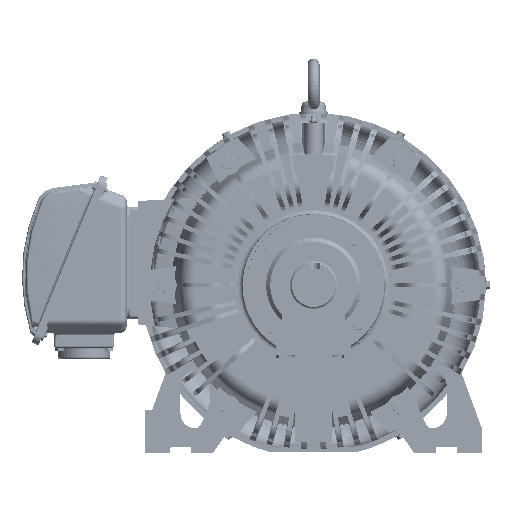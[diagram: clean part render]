
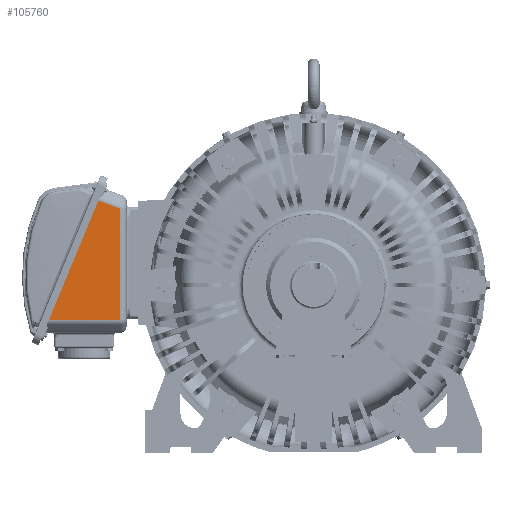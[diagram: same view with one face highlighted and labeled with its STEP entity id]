
A CAD part, left-side view. The second image highlights one B-rep face of the part: STEP entity #105760.
In plain terms, the highlighted planar face has unit normal (-1, 0, 0).
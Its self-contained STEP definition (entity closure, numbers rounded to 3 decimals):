
#105677=CARTESIAN_POINT('Axis2P3D Location',(115.5,245.,30.)) ;
#105682=CARTESIAN_POINT('Line Origine',(115.5,259.,-42.259)) ;
#105686=CARTESIAN_POINT('Vertex',(115.5,259.,-38.246)) ;
#105688=CARTESIAN_POINT('Vertex',(115.5,259.,-46.272)) ;
#105692=CARTESIAN_POINT('Control Point',(115.5,259.,-38.246)) ;
#105693=CARTESIAN_POINT('Control Point',(115.5,259.,-37.945)) ;
#105694=CARTESIAN_POINT('Control Point',(115.5,258.998,-37.646)) ;
#105695=CARTESIAN_POINT('Control Point',(115.5,258.994,-37.349)) ;
#105696=CARTESIAN_POINT('Control Point',(115.5,258.965,-35.617)) ;
#105697=CARTESIAN_POINT('Control Point',(115.5,258.9,-33.962)) ;
#105698=CARTESIAN_POINT('Control Point',(115.5,258.855,-32.628)) ;
#105699=CARTESIAN_POINT('Control Point',(115.5,258.832,-31.314)) ;
#105700=CARTESIAN_POINT('Control Point',(115.5,258.832,-30.)) ;
#105701=CARTESIAN_POINT('Vertex',(115.5,258.832,-30.)) ;
#105704=CARTESIAN_POINT('Line Origine',(115.5,258.832,30.)) ;
#105708=CARTESIAN_POINT('Vertex',(115.5,258.832,90.)) ;
#105712=CARTESIAN_POINT('Control Point',(115.5,258.832,90.)) ;
#105713=CARTESIAN_POINT('Control Point',(115.5,258.832,90.276)) ;
#105714=CARTESIAN_POINT('Control Point',(115.5,258.833,90.552)) ;
#105715=CARTESIAN_POINT('Control Point',(115.5,258.835,90.829)) ;
#105716=CARTESIAN_POINT('Control Point',(115.5,258.852,92.415)) ;
#105717=CARTESIAN_POINT('Control Point',(115.5,258.9,94.019)) ;
#105718=CARTESIAN_POINT('Control Point',(115.5,258.953,95.374)) ;
#105719=CARTESIAN_POINT('Control Point',(115.5,259.,96.781)) ;
#105720=CARTESIAN_POINT('Control Point',(115.5,259.,98.246)) ;
#105721=CARTESIAN_POINT('Vertex',(115.5,259.,98.246)) ;
#105724=CARTESIAN_POINT('Line Origine',(115.5,259.,100.34)) ;
#105728=CARTESIAN_POINT('Vertex',(115.5,259.,102.434)) ;
#105731=CARTESIAN_POINT('Line Origine',(115.5,273.596,107.867)) ;
#105735=CARTESIAN_POINT('Vertex',(115.5,288.192,113.3)) ;
#105738=CARTESIAN_POINT('Line Origine',(115.5,321.241,33.514)) ;
#105742=CARTESIAN_POINT('Vertex',(115.5,354.289,-46.272)) ;
#105745=CARTESIAN_POINT('Line Origine',(115.5,306.645,-46.272)) ;
#105678=DIRECTION('Axis2P3D Direction',(1.,0.,0.)) ;
#105679=DIRECTION('Axis2P3D XDirection',(0.,1.,0.)) ;
#105683=DIRECTION('Vector Direction',(0.,0.,-1.)) ;
#105705=DIRECTION('Vector Direction',(0.,0.,1.)) ;
#105725=DIRECTION('Vector Direction',(0.,0.,1.)) ;
#105732=DIRECTION('Vector Direction',(0.,-0.937,-0.349)) ;
#105739=DIRECTION('Vector Direction',(0.,0.383,-0.924)) ;
#105746=DIRECTION('Vector Direction',(0.,1.,0.)) ;
#105680=AXIS2_PLACEMENT_3D('Plane Axis2P3D',#105677,#105678,#105679) ;
#105751=ORIENTED_EDGE('',*,*,#105690,.F.) ;
#105752=ORIENTED_EDGE('',*,*,#105703,.F.) ;
#105753=ORIENTED_EDGE('',*,*,#105710,.F.) ;
#105754=ORIENTED_EDGE('',*,*,#105723,.F.) ;
#105755=ORIENTED_EDGE('',*,*,#105730,.F.) ;
#105756=ORIENTED_EDGE('',*,*,#105737,.F.) ;
#105757=ORIENTED_EDGE('',*,*,#105744,.T.) ;
#105758=ORIENTED_EDGE('',*,*,#105749,.F.) ;
#105684=VECTOR('Line Direction',#105683,1.) ;
#105706=VECTOR('Line Direction',#105705,1.) ;
#105726=VECTOR('Line Direction',#105725,1.) ;
#105733=VECTOR('Line Direction',#105732,1.) ;
#105740=VECTOR('Line Direction',#105739,1.) ;
#105747=VECTOR('Line Direction',#105746,1.) ;
#105760=ADVANCED_FACE('31600C076.1\\31602C016(T-Seat).1',(#105759),#105681,.F.) ;
#105691=B_SPLINE_CURVE_WITH_KNOTS('',5,(#105692,#105693,#105694,#105695,#105696,#105697,#105698,#105699,#105700),.UNSPECIFIED.,.F.,.U.,(6,3,6),(36.627,38.65,48.541),.UNSPECIFIED.) ;
#105711=B_SPLINE_CURVE_WITH_KNOTS('',5,(#105712,#105713,#105714,#105715,#105716,#105717,#105718,#105719,#105720),.UNSPECIFIED.,.F.,.U.,(6,3,6),(48.54,50.618,60.453),.UNSPECIFIED.) ;
#105690=EDGE_CURVE('',#105687,#105689,#105685,.T.) ;
#105703=EDGE_CURVE('',#105702,#105687,#105691,.F.) ;
#105710=EDGE_CURVE('',#105709,#105702,#105707,.F.) ;
#105723=EDGE_CURVE('',#105722,#105709,#105711,.F.) ;
#105730=EDGE_CURVE('',#105729,#105722,#105727,.F.) ;
#105737=EDGE_CURVE('',#105736,#105729,#105734,.T.) ;
#105744=EDGE_CURVE('',#105736,#105743,#105741,.T.) ;
#105749=EDGE_CURVE('',#105689,#105743,#105748,.T.) ;
#105750=EDGE_LOOP('',(#105751,#105752,#105753,#105754,#105755,#105756,#105757,#105758)) ;
#105759=FACE_OUTER_BOUND('',#105750,.T.) ;
#105685=LINE('Line',#105682,#105684) ;
#105707=LINE('Line',#105704,#105706) ;
#105727=LINE('Line',#105724,#105726) ;
#105734=LINE('Line',#105731,#105733) ;
#105741=LINE('Line',#105738,#105740) ;
#105748=LINE('Line',#105745,#105747) ;
#105681=PLANE('Plane',#105680) ;
#105687=VERTEX_POINT('',#105686) ;
#105689=VERTEX_POINT('',#105688) ;
#105702=VERTEX_POINT('',#105701) ;
#105709=VERTEX_POINT('',#105708) ;
#105722=VERTEX_POINT('',#105721) ;
#105729=VERTEX_POINT('',#105728) ;
#105736=VERTEX_POINT('',#105735) ;
#105743=VERTEX_POINT('',#105742) ;
